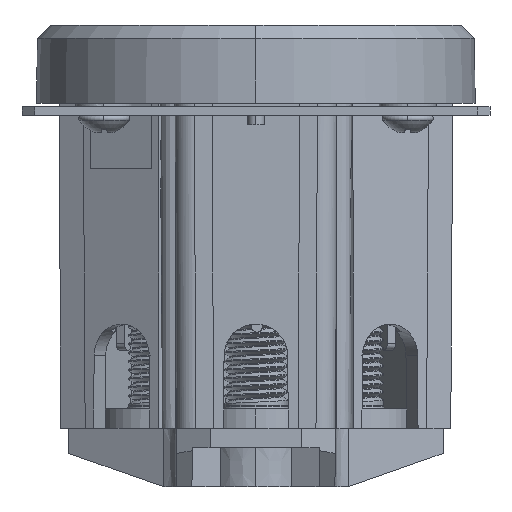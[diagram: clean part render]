
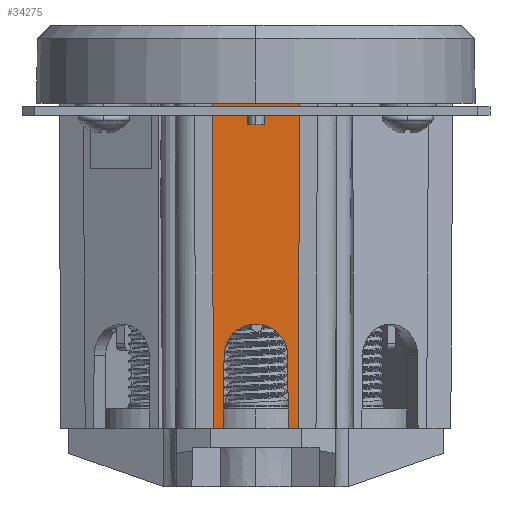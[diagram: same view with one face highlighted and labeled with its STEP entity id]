
A CAD part, front view. The second image highlights one B-rep face of the part: STEP entity #34275.
In plain terms, the highlighted planar face has unit normal (0, -1, -0.004).
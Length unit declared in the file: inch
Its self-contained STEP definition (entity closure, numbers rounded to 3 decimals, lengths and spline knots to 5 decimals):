
#4074 = EDGE_CURVE ( 'NONE', #96662, #97993, #15953, .T. ) ;
#4519 = VECTOR ( 'NONE', #71160, 39.37008 ) ;
#5648 = VERTEX_POINT ( 'NONE', #67971 ) ;
#7901 = CARTESIAN_POINT ( 'NONE',  ( -0.15283, -0.90104, -1.10784 ) ) ;
#8285 = VECTOR ( 'NONE', #45438, 39.37008 ) ;
#9050 = VERTEX_POINT ( 'NONE', #38911 ) ;
#9352 = CARTESIAN_POINT ( 'NONE',  ( 0.21089, -0.90718, 0.298 ) ) ;
#9417 = CARTESIAN_POINT ( 'NONE',  ( -0.20415, -0.89913, -1.546 ) ) ;
#10340 = CARTESIAN_POINT ( 'NONE',  ( -0.20415, -0.89913, -1.546 ) ) ;
#10610 = CARTESIAN_POINT ( 'NONE',  ( 0.15532, -0.89915, -1.54286 ) ) ;
#10739 = ORIENTED_EDGE ( 'NONE', *, *, #33731, .T. ) ;
#10782 = CARTESIAN_POINT ( 'NONE',  ( -0.15666, -0.89913, -1.54641 ) ) ;
#13478 = LINE ( 'NONE', #79782, #14098 ) ;
#14098 = VECTOR ( 'NONE', #87268, 39.37008 ) ;
#15941 = CARTESIAN_POINT ( 'NONE',  ( 0.15535, -0.89913, -1.546 ) ) ;
#15953 = LINE ( 'NONE', #60544, #59270 ) ;
#16659 = EDGE_CURVE ( 'NONE', #93330, #83061, #59446, .T. ) ;
#17983 = LINE ( 'NONE', #10610, #37429 ) ;
#19298 = ORIENTED_EDGE ( 'NONE', *, *, #96890, .T. ) ;
#21870 = VECTOR ( 'NONE', #38152, 39.37008 ) ;
#21920 = ORIENTED_EDGE ( 'NONE', *, *, #25979, .T. ) ;
#25332 = DIRECTION ( 'NONE',  ( -1., 0., 0. ) ) ;
#25449 = VECTOR ( 'NONE', #50935, 39.37008 ) ;
#25979 = EDGE_CURVE ( 'NONE', #39944, #9050, #85085, .T. ) ;
#29027 = AXIS2_PLACEMENT_3D ( 'NONE', #38787, #92200, #25332 ) ;
#32462 = EDGE_CURVE ( 'NONE', #97993, #69942, #42970, .T. ) ;
#33113 = EDGE_CURVE ( 'NONE', #96662, #9050, #74153, .T. ) ;
#33731 = EDGE_CURVE ( 'NONE', #41037, #5648, #86037, .T. ) ;
#34275 = ADVANCED_FACE ( 'NONE', ( #76848 ), #39282, .T. ) ;
#37429 = VECTOR ( 'NONE', #41733, 39.37008 ) ;
#38152 = DIRECTION ( 'NONE',  ( -1., 0., 0. ) ) ;
#38787 = CARTESIAN_POINT ( 'NONE',  ( -0.20415, -0.89913, -1.546 ) ) ;
#38911 = CARTESIAN_POINT ( 'NONE',  ( 0.20285, -0.89913, -1.546 ) ) ;
#39282 = PLANE ( 'NONE',  #29027 ) ;
#39661 = CARTESIAN_POINT ( 'NONE',  ( -0.0026, -0.90131, -1.046 ) ) ;
#39944 = VERTEX_POINT ( 'NONE', #15941 ) ;
#41037 = VERTEX_POINT ( 'NONE', #59472 ) ;
#41733 = DIRECTION ( 'NONE',  ( 0.009, 0.004, -1. ) ) ;
#41867 = EDGE_CURVE ( 'NONE', #93330, #56777, #63372, .T. ) ;
#41949 = EDGE_CURVE ( 'NONE', #69942, #41037, #13478, .T. ) ;
#42970 = LINE ( 'NONE', #88540, #25449 ) ;
#45438 = DIRECTION ( 'NONE',  ( -0.004, 0.004, -1. ) ) ;
#50935 = DIRECTION ( 'NONE',  ( 0.004, 0.004, -1. ) ) ;
#51012 = ORIENTED_EDGE ( 'NONE', *, *, #4074, .T. ) ;
#52305 = EDGE_CURVE ( 'NONE', #56777, #39944, #17983, .T. ) ;
#53882 = CARTESIAN_POINT ( 'NONE',  ( -0.1536, -0.90066, -1.19568 ) ) ;
#53961 = ORIENTED_EDGE ( 'NONE', *, *, #32462, .T. ) ;
#55970 = ORIENTED_EDGE ( 'NONE', *, *, #41949, .T. ) ;
#56777 = VERTEX_POINT ( 'NONE', #91084 ) ;
#59270 = VECTOR ( 'NONE', #76348, 39.37008 ) ;
#59446 = LINE ( 'NONE', #89621, #21870 ) ;
#59472 = CARTESIAN_POINT ( 'NONE',  ( -0.15665, -0.89913, -1.546 ) ) ;
#60544 = CARTESIAN_POINT ( 'NONE',  ( -0.20415, -0.90718, 0.298 ) ) ;
#60855 = CARTESIAN_POINT ( 'NONE',  ( -0.09044, -0.90131, -1.046 ) ) ;
#63372 =( BOUNDED_CURVE ( )  B_SPLINE_CURVE ( 3, ( #64913, #64414, #88693, #65903 ),
 .UNSPECIFIED., .F., .F. ) 
 B_SPLINE_CURVE_WITH_KNOTS ( ( 4, 4 ),
 ( 0., 1.56207 ),
 .UNSPECIFIED. ) 
 CURVE ( )  GEOMETRIC_REPRESENTATION_ITEM ( )  RATIONAL_B_SPLINE_CURVE ( ( 1., 0.807, 0.807, 1. ) ) 
 REPRESENTATION_ITEM ( '' )  );
#64414 = CARTESIAN_POINT ( 'NONE',  ( 0.08914, -0.90131, -1.046 ) ) ;
#64913 = CARTESIAN_POINT ( 'NONE',  ( 0.0013, -0.90131, -1.046 ) ) ;
#65903 = CARTESIAN_POINT ( 'NONE',  ( 0.15229, -0.90066, -1.19568 ) ) ;
#67315 = ORIENTED_EDGE ( 'NONE', *, *, #41867, .T. ) ;
#67971 = CARTESIAN_POINT ( 'NONE',  ( -0.1536, -0.90066, -1.19568 ) ) ;
#68666 = ORIENTED_EDGE ( 'NONE', *, *, #33113, .F. ) ;
#69233 = ORIENTED_EDGE ( 'NONE', *, *, #16659, .F. ) ;
#69942 = VERTEX_POINT ( 'NONE', #9417 ) ;
#71160 = DIRECTION ( 'NONE',  ( 1., 0., 0. ) ) ;
#72029 = EDGE_LOOP ( 'NONE', ( #69233, #67315, #82316, #21920, #68666, #51012, #53961, #55970, #10739, #19298 ) ) ;
#74153 = LINE ( 'NONE', #75135, #8285 ) ;
#75135 = CARTESIAN_POINT ( 'NONE',  ( 0.20285, -0.89913, -1.54621 ) ) ;
#76348 = DIRECTION ( 'NONE',  ( -1., 0., 0. ) ) ;
#76848 = FACE_OUTER_BOUND ( 'NONE', #72029, .T. ) ;
#78076 = DIRECTION ( 'NONE',  ( 0.009, -0.004, 1. ) ) ;
#79782 = CARTESIAN_POINT ( 'NONE',  ( -0.20415, -0.89913, -1.546 ) ) ;
#81992 = CARTESIAN_POINT ( 'NONE',  ( -0.2122, -0.90718, 0.298 ) ) ;
#82316 = ORIENTED_EDGE ( 'NONE', *, *, #52305, .T. ) ;
#83061 = VERTEX_POINT ( 'NONE', #39661 ) ;
#85085 = LINE ( 'NONE', #10340, #4519 ) ;
#86037 = LINE ( 'NONE', #10782, #96923 ) ;
#87268 = DIRECTION ( 'NONE',  ( 1., 0., 0. ) ) ;
#88540 = CARTESIAN_POINT ( 'NONE',  ( -0.20415, -0.89913, -1.546 ) ) ;
#88693 = CARTESIAN_POINT ( 'NONE',  ( 0.15152, -0.90104, -1.10784 ) ) ;
#88913 = CARTESIAN_POINT ( 'NONE',  ( 0.0013, -0.90131, -1.046 ) ) ;
#89621 = CARTESIAN_POINT ( 'NONE',  ( -0.20415, -0.90131, -1.046 ) ) ;
#91084 = CARTESIAN_POINT ( 'NONE',  ( 0.15229, -0.90066, -1.19568 ) ) ;
#91489 = CARTESIAN_POINT ( 'NONE',  ( -0.0026, -0.90131, -1.046 ) ) ;
#92200 = DIRECTION ( 'NONE',  ( 0., -1., -0.004 ) ) ;
#93330 = VERTEX_POINT ( 'NONE', #88913 ) ;
#96158 =( BOUNDED_CURVE ( )  B_SPLINE_CURVE ( 3, ( #53882, #7901, #60855, #91489 ),
 .UNSPECIFIED., .F., .T. ) 
 B_SPLINE_CURVE_WITH_KNOTS ( ( 4, 4 ),
 ( 1.57952, 3.14159 ),
 .UNSPECIFIED. ) 
 CURVE ( )  GEOMETRIC_REPRESENTATION_ITEM ( )  RATIONAL_B_SPLINE_CURVE ( ( 1., 0.807, 0.807, 1. ) ) 
 REPRESENTATION_ITEM ( '' )  );
#96662 = VERTEX_POINT ( 'NONE', #9352 ) ;
#96890 = EDGE_CURVE ( 'NONE', #5648, #83061, #96158, .T. ) ;
#96923 = VECTOR ( 'NONE', #78076, 39.37008 ) ;
#97993 = VERTEX_POINT ( 'NONE', #81992 ) ;
